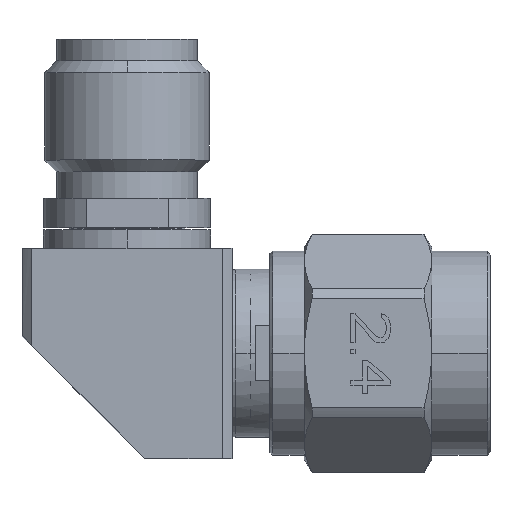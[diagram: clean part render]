
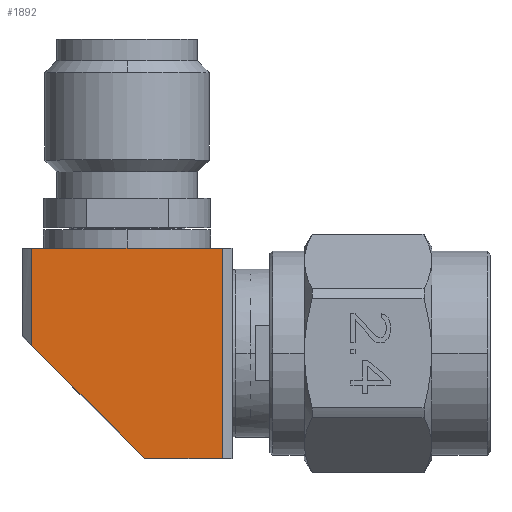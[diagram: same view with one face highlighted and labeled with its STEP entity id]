
A CAD part, top view. The second image highlights one B-rep face of the part: STEP entity #1892.
In plain terms, the highlighted face is planar.
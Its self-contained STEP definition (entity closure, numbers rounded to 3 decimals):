
#198 = CARTESIAN_POINT ( 'NONE',  ( -3.96, 0.66, -3.96 ) ) ;
#237 = FACE_OUTER_BOUND ( 'NONE', #4257, .T. ) ;
#323 = ORIENTED_EDGE ( 'NONE', *, *, #1779, .F. ) ;
#411 = VECTOR ( 'NONE', #1632, 1000. ) ;
#586 = VERTEX_POINT ( 'NONE', #1805 ) ;
#681 = CARTESIAN_POINT ( 'NONE',  ( 0., 3.597, -3.96 ) ) ;
#763 = VECTOR ( 'NONE', #3386, 1000. ) ;
#807 = DIRECTION ( 'NONE',  ( 0., 0., 1. ) ) ;
#1035 = VERTEX_POINT ( 'NONE', #2082 ) ;
#1244 = EDGE_CURVE ( 'NONE', #1035, #5631, #1488, .T. ) ;
#1411 = LINE ( 'NONE', #5694, #6022 ) ;
#1487 = VECTOR ( 'NONE', #2451, 1000. ) ;
#1488 = LINE ( 'NONE', #1636, #763 ) ;
#1598 = CARTESIAN_POINT ( 'NONE',  ( 3.96, -3.96, -3.96 ) ) ;
#1632 = DIRECTION ( 'NONE',  ( 0., 1., 0. ) ) ;
#1636 = CARTESIAN_POINT ( 'NONE',  ( -3.96, 0., -3.96 ) ) ;
#1679 = CARTESIAN_POINT ( 'NONE',  ( 3.96, -3.597, -3.96 ) ) ;
#1779 = EDGE_CURVE ( 'NONE', #586, #1035, #4025, .T. ) ;
#1805 = CARTESIAN_POINT ( 'NONE',  ( 3.96, 3.597, -3.96 ) ) ;
#1892 = ADVANCED_FACE ( 'NONE', ( #237 ), #2249, .F. ) ;
#2082 = CARTESIAN_POINT ( 'NONE',  ( -3.96, 3.597, -3.96 ) ) ;
#2249 = PLANE ( 'NONE',  #3663 ) ;
#2451 = DIRECTION ( 'NONE',  ( 1., 0., 0. ) ) ;
#2633 = CARTESIAN_POINT ( 'NONE',  ( 0.297, -3.597, -3.96 ) ) ;
#2714 = DIRECTION ( 'NONE',  ( 1., 0., 0. ) ) ;
#2922 = EDGE_CURVE ( 'NONE', #4327, #4989, #5737, .T. ) ;
#3129 = ORIENTED_EDGE ( 'NONE', *, *, #2922, .F. ) ;
#3234 = ORIENTED_EDGE ( 'NONE', *, *, #5056, .F. ) ;
#3386 = DIRECTION ( 'NONE',  ( 0., -1., 0. ) ) ;
#3663 = AXIS2_PLACEMENT_3D ( 'NONE', #4142, #807, #2714 ) ;
#3849 = CARTESIAN_POINT ( 'NONE',  ( 0., -3.597, -3.96 ) ) ;
#4025 = LINE ( 'NONE', #681, #5170 ) ;
#4142 = CARTESIAN_POINT ( 'NONE',  ( 0., 0., -3.96 ) ) ;
#4257 = EDGE_LOOP ( 'NONE', ( #6141, #323, #4508, #3129, #3234 ) ) ;
#4327 = VERTEX_POINT ( 'NONE', #2633 ) ;
#4508 = ORIENTED_EDGE ( 'NONE', *, *, #4681, .F. ) ;
#4538 = LINE ( 'NONE', #1598, #411 ) ;
#4565 = DIRECTION ( 'NONE',  ( -1., 0., 0. ) ) ;
#4681 = EDGE_CURVE ( 'NONE', #4989, #586, #4538, .T. ) ;
#4989 = VERTEX_POINT ( 'NONE', #1679 ) ;
#5056 = EDGE_CURVE ( 'NONE', #5631, #4327, #1411, .T. ) ;
#5170 = VECTOR ( 'NONE', #4565, 1000. ) ;
#5197 = DIRECTION ( 'NONE',  ( 0.707, -0.707, 0. ) ) ;
#5631 = VERTEX_POINT ( 'NONE', #198 ) ;
#5694 = CARTESIAN_POINT ( 'NONE',  ( -3.96, 0.66, -3.96 ) ) ;
#5737 = LINE ( 'NONE', #3849, #1487 ) ;
#6022 = VECTOR ( 'NONE', #5197, 1000. ) ;
#6141 = ORIENTED_EDGE ( 'NONE', *, *, #1244, .F. ) ;
